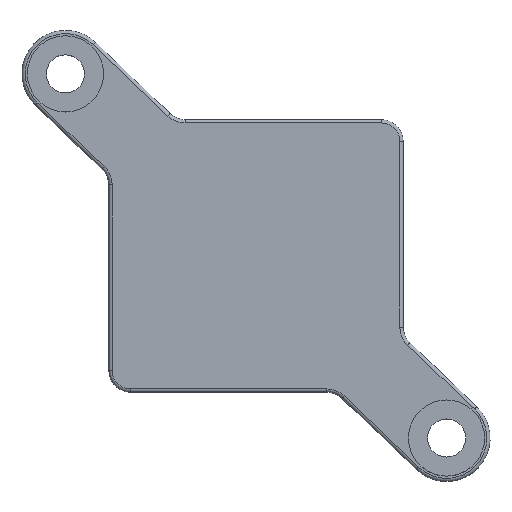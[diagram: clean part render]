
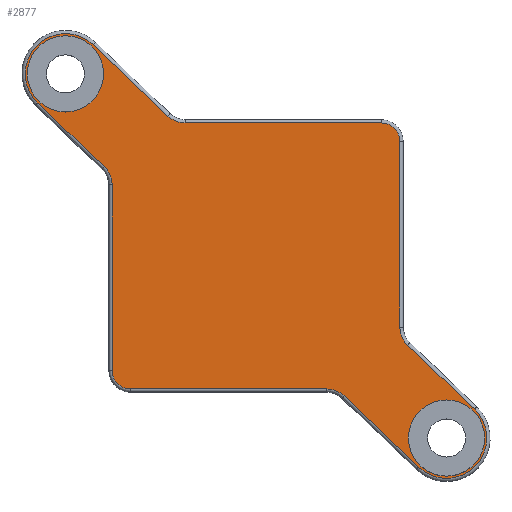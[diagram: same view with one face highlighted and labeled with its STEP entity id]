
A CAD part, top view. The second image highlights one B-rep face of the part: STEP entity #2877.
In plain terms, the highlighted planar face has unit normal (0, 0, 1).
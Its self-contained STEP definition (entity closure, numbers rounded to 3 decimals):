
#2=CARTESIAN_POINT('',(-28.581,38.093,18.148));
#3=DIRECTION('',(0.,0.,1.));
#4=DIRECTION('',(0.,-1.,0.));
#5=AXIS2_PLACEMENT_3D('',#2,#3,#4);
#7=CARTESIAN_POINT('',(-28.581,38.093,18.148));
#8=DIRECTION('',(0.,0.,1.));
#9=DIRECTION('',(0.,1.,0.));
#10=AXIS2_PLACEMENT_3D('',#7,#8,#9);
#12=CARTESIAN_POINT('',(6.419,4.647,18.148));
#13=DIRECTION('',(0.,0.,1.));
#14=DIRECTION('',(0.,-1.,0.));
#15=AXIS2_PLACEMENT_3D('',#12,#13,#14);
#17=CARTESIAN_POINT('',(6.419,4.647,18.148));
#18=DIRECTION('',(0.,0.,1.));
#19=DIRECTION('',(0.,1.,0.));
#20=AXIS2_PLACEMENT_3D('',#17,#18,#19);
#22=CARTESIAN_POINT('',(-28.581,38.093,18.148));
#23=DIRECTION('',(0.,0.,1.));
#24=DIRECTION('',(0.691,0.723,0.));
#25=AXIS2_PLACEMENT_3D('',#22,#23,#24);
#27=DIRECTION('',(-0.723,0.691,0.));
#28=VECTOR('',#27,9.475);
#29=CARTESIAN_POINT('',(-19.175,34.222,18.148));
#30=LINE('',#29,#28);
#31=CARTESIAN_POINT('',(-17.586,35.885,18.148));
#32=DIRECTION('',(0.,0.,-1.));
#33=DIRECTION('',(0.,-1.,0.));
#34=AXIS2_PLACEMENT_3D('',#31,#32,#33);
#36=DIRECTION('',(-1.,0.,0.));
#37=VECTOR('',#36,18.021);
#38=CARTESIAN_POINT('',(0.435,33.585,18.148));
#39=LINE('',#38,#37);
#40=CARTESIAN_POINT('',(0.435,31.885,18.148));
#41=DIRECTION('',(0.,0.,1.));
#42=DIRECTION('',(1.,0.,0.));
#43=AXIS2_PLACEMENT_3D('',#40,#41,#42);
#45=DIRECTION('',(0.,1.,0.));
#46=VECTOR('',#45,17.043);
#47=CARTESIAN_POINT('',(2.135,14.842,18.148));
#48=LINE('',#47,#46);
#49=CARTESIAN_POINT('',(4.435,14.842,18.148));
#50=DIRECTION('',(0.,0.,-1.));
#51=DIRECTION('',(-0.691,-0.723,0.));
#52=AXIS2_PLACEMENT_3D('',#49,#50,#51);
#54=DIRECTION('',(-0.723,0.691,0.));
#55=VECTOR('',#54,8.478);
#56=CARTESIAN_POINT('',(8.975,7.322,18.148));
#57=LINE('',#56,#55);
#58=CARTESIAN_POINT('',(6.419,4.647,18.148));
#59=DIRECTION('',(0.,0.,1.));
#60=DIRECTION('',(-0.691,-0.723,0.));
#61=AXIS2_PLACEMENT_3D('',#58,#59,#60);
#63=DIRECTION('',(0.723,-0.691,0.));
#64=VECTOR('',#63,9.473);
#65=CARTESIAN_POINT('',(-2.986,8.516,18.148));
#66=LINE('',#65,#64);
#67=CARTESIAN_POINT('',(-4.575,6.853,18.148));
#68=DIRECTION('',(0.,0.,-1.));
#69=DIRECTION('',(0.,1.,0.));
#70=AXIS2_PLACEMENT_3D('',#67,#68,#69);
#72=DIRECTION('',(1.,0.,0.));
#73=VECTOR('',#72,18.022);
#74=CARTESIAN_POINT('',(-22.597,9.153,18.148));
#75=LINE('',#74,#73);
#76=CARTESIAN_POINT('',(-22.597,10.853,18.148));
#77=DIRECTION('',(0.,0.,1.));
#78=DIRECTION('',(-1.,0.,0.));
#79=AXIS2_PLACEMENT_3D('',#76,#77,#78);
#81=DIRECTION('',(0.,-1.,0.));
#82=VECTOR('',#81,17.045);
#83=CARTESIAN_POINT('',(-24.297,27.898,18.148));
#84=LINE('',#83,#82);
#85=CARTESIAN_POINT('',(-26.597,27.898,18.148));
#86=DIRECTION('',(0.,0.,-1.));
#87=DIRECTION('',(0.691,0.723,0.));
#88=AXIS2_PLACEMENT_3D('',#85,#86,#87);
#90=DIRECTION('',(0.723,-0.691,0.));
#91=VECTOR('',#90,8.478);
#92=CARTESIAN_POINT('',(-31.137,35.418,18.148));
#93=LINE('',#92,#91);
#2170=CARTESIAN_POINT('',(-28.581,34.593,18.148));
#2171=CARTESIAN_POINT('',(-28.581,41.593,18.148));
#2172=VERTEX_POINT('',#2170);
#2173=VERTEX_POINT('',#2171);
#2174=CARTESIAN_POINT('',(6.419,1.147,18.148));
#2175=CARTESIAN_POINT('',(6.419,8.147,18.148));
#2176=VERTEX_POINT('',#2174);
#2177=VERTEX_POINT('',#2175);
#2298=CARTESIAN_POINT('',(-26.025,40.768,18.148));
#2299=CARTESIAN_POINT('',(-31.137,35.418,18.148));
#2300=VERTEX_POINT('',#2298);
#2301=VERTEX_POINT('',#2299);
#2302=CARTESIAN_POINT('',(-25.008,29.561,18.148));
#2303=VERTEX_POINT('',#2302);
#2304=CARTESIAN_POINT('',(-24.297,27.898,18.148));
#2305=VERTEX_POINT('',#2304);
#2306=CARTESIAN_POINT('',(-24.297,10.853,18.148));
#2307=VERTEX_POINT('',#2306);
#2308=CARTESIAN_POINT('',(-22.597,9.153,18.148));
#2309=VERTEX_POINT('',#2308);
#2310=CARTESIAN_POINT('',(-4.575,9.153,18.148));
#2311=VERTEX_POINT('',#2310);
#2312=CARTESIAN_POINT('',(-2.986,8.516,18.148));
#2313=VERTEX_POINT('',#2312);
#2314=CARTESIAN_POINT('',(3.863,1.972,18.148));
#2315=VERTEX_POINT('',#2314);
#2316=CARTESIAN_POINT('',(8.975,7.322,18.148));
#2317=VERTEX_POINT('',#2316);
#2318=CARTESIAN_POINT('',(2.846,13.179,18.148));
#2319=VERTEX_POINT('',#2318);
#2320=CARTESIAN_POINT('',(2.135,14.842,18.148));
#2321=VERTEX_POINT('',#2320);
#2322=CARTESIAN_POINT('',(2.135,31.885,18.148));
#2323=VERTEX_POINT('',#2322);
#2324=CARTESIAN_POINT('',(0.435,33.585,18.148));
#2325=VERTEX_POINT('',#2324);
#2326=CARTESIAN_POINT('',(-17.586,33.585,18.148));
#2327=VERTEX_POINT('',#2326);
#2328=CARTESIAN_POINT('',(-19.175,34.222,18.148));
#2329=VERTEX_POINT('',#2328);
#2826=CARTESIAN_POINT('',(0.,0.,18.148));
#2827=DIRECTION('',(0.,0.,-1.));
#2828=DIRECTION('',(1.,0.,0.));
#2829=AXIS2_PLACEMENT_3D('',#2826,#2827,#2828);
#2830=PLANE('',#2829);
#2832=ORIENTED_EDGE('',*,*,#2831,.F.);
#2834=ORIENTED_EDGE('',*,*,#2833,.F.);
#2836=ORIENTED_EDGE('',*,*,#2835,.F.);
#2838=ORIENTED_EDGE('',*,*,#2837,.F.);
#2840=ORIENTED_EDGE('',*,*,#2839,.F.);
#2842=ORIENTED_EDGE('',*,*,#2841,.F.);
#2844=ORIENTED_EDGE('',*,*,#2843,.F.);
#2846=ORIENTED_EDGE('',*,*,#2845,.F.);
#2848=ORIENTED_EDGE('',*,*,#2847,.F.);
#2850=ORIENTED_EDGE('',*,*,#2849,.F.);
#2852=ORIENTED_EDGE('',*,*,#2851,.F.);
#2854=ORIENTED_EDGE('',*,*,#2853,.F.);
#2856=ORIENTED_EDGE('',*,*,#2855,.F.);
#2858=ORIENTED_EDGE('',*,*,#2857,.F.);
#2860=ORIENTED_EDGE('',*,*,#2859,.F.);
#2862=ORIENTED_EDGE('',*,*,#2861,.F.);
#2863=EDGE_LOOP('',(#2832,#2834,#2836,#2838,#2840,#2842,#2844,#2846,#2848,#2850,
#2852,#2854,#2856,#2858,#2860,#2862));
#2864=FACE_OUTER_BOUND('',#2863,.F.);
#2866=ORIENTED_EDGE('',*,*,#2865,.T.);
#2868=ORIENTED_EDGE('',*,*,#2867,.T.);
#2869=EDGE_LOOP('',(#2866,#2868));
#2870=FACE_BOUND('',#2869,.F.);
#2872=ORIENTED_EDGE('',*,*,#2871,.T.);
#2874=ORIENTED_EDGE('',*,*,#2873,.T.);
#2875=EDGE_LOOP('',(#2872,#2874));
#2876=FACE_BOUND('',#2875,.F.);
#2877=ADVANCED_FACE('',(#2864,#2870,#2876),#2830,.F.);
#6=CIRCLE('',#5,3.5);
#11=CIRCLE('',#10,3.5);
#16=CIRCLE('',#15,3.5);
#21=CIRCLE('',#20,3.5);
#26=CIRCLE('',#25,3.7);
#35=CIRCLE('',#34,2.3);
#44=CIRCLE('',#43,1.7);
#53=CIRCLE('',#52,2.3);
#62=CIRCLE('',#61,3.7);
#71=CIRCLE('',#70,2.3);
#80=CIRCLE('',#79,1.7);
#89=CIRCLE('',#88,2.3);
#2831=EDGE_CURVE('',#2300,#2301,#26,.T.);
#2833=EDGE_CURVE('',#2329,#2300,#30,.T.);
#2835=EDGE_CURVE('',#2327,#2329,#35,.T.);
#2837=EDGE_CURVE('',#2325,#2327,#39,.T.);
#2839=EDGE_CURVE('',#2323,#2325,#44,.T.);
#2841=EDGE_CURVE('',#2321,#2323,#48,.T.);
#2843=EDGE_CURVE('',#2319,#2321,#53,.T.);
#2845=EDGE_CURVE('',#2317,#2319,#57,.T.);
#2847=EDGE_CURVE('',#2315,#2317,#62,.T.);
#2849=EDGE_CURVE('',#2313,#2315,#66,.T.);
#2851=EDGE_CURVE('',#2311,#2313,#71,.T.);
#2853=EDGE_CURVE('',#2309,#2311,#75,.T.);
#2855=EDGE_CURVE('',#2307,#2309,#80,.T.);
#2857=EDGE_CURVE('',#2305,#2307,#84,.T.);
#2859=EDGE_CURVE('',#2303,#2305,#89,.T.);
#2861=EDGE_CURVE('',#2301,#2303,#93,.T.);
#2865=EDGE_CURVE('',#2176,#2177,#16,.T.);
#2867=EDGE_CURVE('',#2177,#2176,#21,.T.);
#2871=EDGE_CURVE('',#2172,#2173,#6,.T.);
#2873=EDGE_CURVE('',#2173,#2172,#11,.T.);
